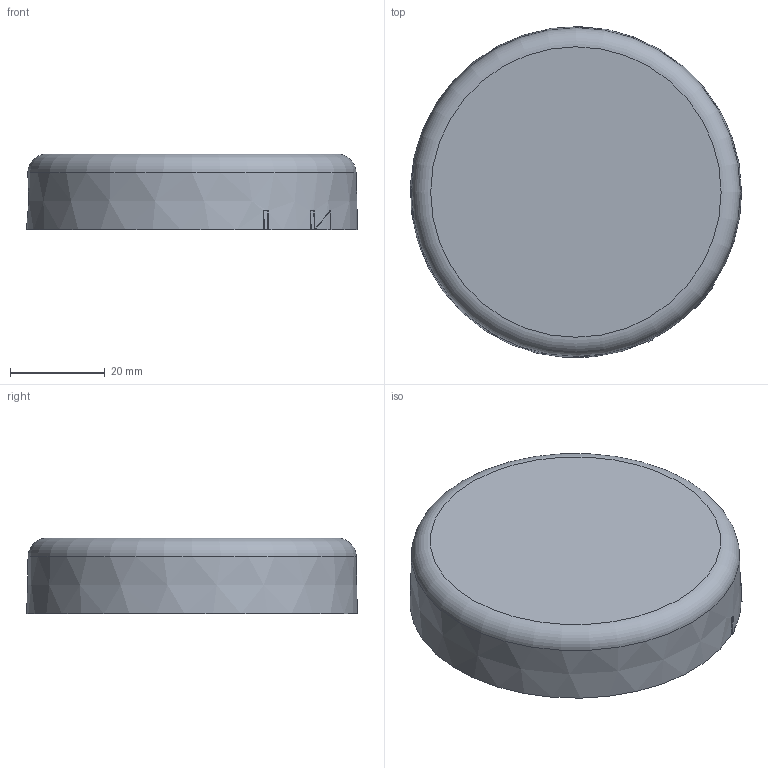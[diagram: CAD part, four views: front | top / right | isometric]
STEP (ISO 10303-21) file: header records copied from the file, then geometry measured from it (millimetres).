
FILE_DESCRIPTION(/* description */ ('Customer-3D cap'),/* implementation_level */ '2;1');
FILE_NAME(/* name */ '100000008538_prt_000.step',/* time_stamp */ '2021-11-11T07:19:34+01:00',/* author */ ('JENNERT'),/* organization */ ('WERMA Signaltechnik GmbH+Co.KG'),/* preprocessor_version */ 'ST-DEVELOPER v17',/* originating_system */ 'Autodesk Inventor 2018',/* authorisation */ 'public');
FILE_SCHEMA (('AUTOMOTIVE_DESIGN { 1 0 10303 214 3 1 1 }'));
Length unit declared in the file: millimetre
Products named in the file (1): 100000008538_prt_000_1
Bounding box: 69.96 x 69.91 x 16 mm (x, y, z)
Volume: 10124.6 mm3; surface area: 13459.8 mm2
Topology: 1 solids, 1 shells, 21 faces, 57 edges, 39 vertices
Faces by surface type: plane 12, cone 6, torus 2, cylinder 1
Full cylindrical faces by diameter (mm): 68.6 x1
Entity records: 717 total; most frequent: DIRECTION 130, CARTESIAN_POINT 118, ORIENTED_EDGE 114, EDGE_CURVE 57, AXIS2_PLACEMENT_3D 51, VERTEX_POINT 39, LINE 28, VECTOR 28
